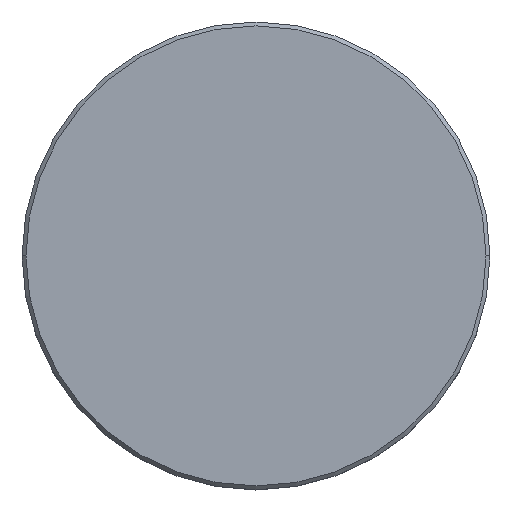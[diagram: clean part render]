
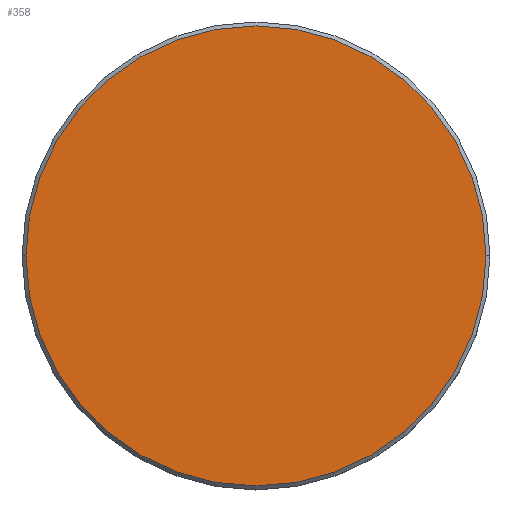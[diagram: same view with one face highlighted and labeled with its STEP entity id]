
A CAD part, top view. The second image highlights one B-rep face of the part: STEP entity #358.
In plain terms, the highlighted planar face has unit normal (0, 0, 1).
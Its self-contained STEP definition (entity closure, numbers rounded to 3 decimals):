
#160 = CARTESIAN_POINT ( 'NONE',  ( -29.5, 0., 0. ) ) ;
#282 = CIRCLE ( 'NONE', #749, 29.5 ) ;
#293 = ORIENTED_EDGE ( 'NONE', *, *, #426, .T. ) ;
#329 = DIRECTION ( 'NONE',  ( 1., 0., 0. ) ) ;
#358 = ADVANCED_FACE ( 'NONE', ( #1055 ), #1062, .T. ) ;
#426 = EDGE_CURVE ( 'NONE', #462, #996, #577, .T. ) ;
#438 = DIRECTION ( 'NONE',  ( 0., 0., 1. ) ) ;
#462 = VERTEX_POINT ( 'NONE', #900 ) ;
#467 = EDGE_LOOP ( 'NONE', ( #1175, #293 ) ) ;
#511 = CARTESIAN_POINT ( 'NONE',  ( 0., 0., 0. ) ) ;
#577 = CIRCLE ( 'NONE', #1126, 29.5 ) ;
#633 = DIRECTION ( 'NONE',  ( 1., 0., 0. ) ) ;
#749 = AXIS2_PLACEMENT_3D ( 'NONE', #826, #1155, #633 ) ;
#754 = AXIS2_PLACEMENT_3D ( 'NONE', #874, #970, #329 ) ;
#826 = CARTESIAN_POINT ( 'NONE',  ( 0., 0., 0. ) ) ;
#874 = CARTESIAN_POINT ( 'NONE',  ( 0., 0., 0. ) ) ;
#900 = CARTESIAN_POINT ( 'NONE',  ( 29.5, 0., 0. ) ) ;
#912 = EDGE_CURVE ( 'NONE', #996, #462, #282, .T. ) ;
#915 = DIRECTION ( 'NONE',  ( 1., 0., 0. ) ) ;
#970 = DIRECTION ( 'NONE',  ( 0., 0., 1. ) ) ;
#996 = VERTEX_POINT ( 'NONE', #160 ) ;
#1055 = FACE_OUTER_BOUND ( 'NONE', #467, .T. ) ;
#1062 = PLANE ( 'NONE',  #754 ) ;
#1126 = AXIS2_PLACEMENT_3D ( 'NONE', #511, #438, #915 ) ;
#1155 = DIRECTION ( 'NONE',  ( 0., 0., 1. ) ) ;
#1175 = ORIENTED_EDGE ( 'NONE', *, *, #912, .T. ) ;
